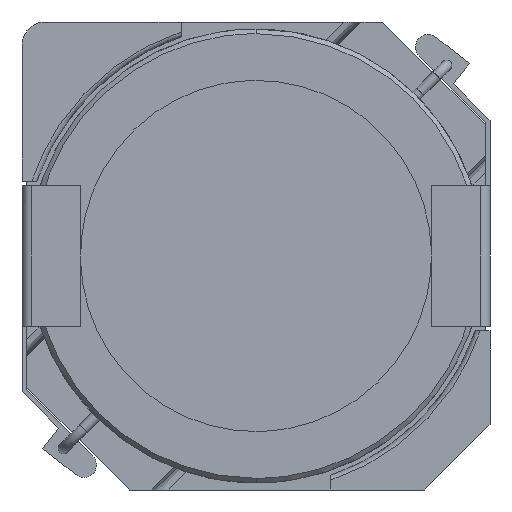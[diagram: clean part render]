
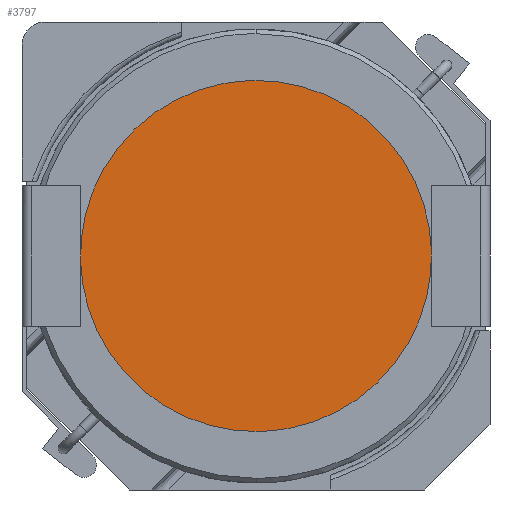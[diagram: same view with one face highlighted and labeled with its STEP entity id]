
A CAD part, front view. The second image highlights one B-rep face of the part: STEP entity #3797.
In plain terms, the highlighted free-form (B-spline) face has degree [1, 1] with [2, 2] control points.
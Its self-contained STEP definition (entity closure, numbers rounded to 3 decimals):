
#3484 = VERTEX_POINT('',#3485);
#3485 = CARTESIAN_POINT('',(0.,0.,5.172));
#3490 = EDGE_CURVE('',#3484,#3491,#3493,.T.);
#3491 = VERTEX_POINT('',#3492);
#3492 = CARTESIAN_POINT('',(0.,0.,-5.172));
#3493 = ( BOUNDED_CURVE() B_SPLINE_CURVE(2,(#3494,#3495,#3496,#3497,
#3498),.UNSPECIFIED.,.F.,.F.) B_SPLINE_CURVE_WITH_KNOTS((3,2,3),(
    3.142,4.712,6.283),
.PIECEWISE_BEZIER_KNOTS.) CURVE() GEOMETRIC_REPRESENTATION_ITEM() 
RATIONAL_B_SPLINE_CURVE((1.,0.707,1.,0.707,1.)) 
REPRESENTATION_ITEM('') );
#3494 = CARTESIAN_POINT('',(0.,0.,5.172));
#3495 = CARTESIAN_POINT('',(5.172,0.,5.172));
#3496 = CARTESIAN_POINT('',(5.172,0.,0.));
#3497 = CARTESIAN_POINT('',(5.172,0.,-5.172));
#3498 = CARTESIAN_POINT('',(0.,0.,-5.172));
#3769 = EDGE_CURVE('',#3491,#3484,#3770,.T.);
#3770 = ( BOUNDED_CURVE() B_SPLINE_CURVE(2,(#3771,#3772,#3773,#3774,
#3775),.UNSPECIFIED.,.F.,.F.) B_SPLINE_CURVE_WITH_KNOTS((3,2,3),(0.,
1.571,3.142),.PIECEWISE_BEZIER_KNOTS.) CURVE() 
GEOMETRIC_REPRESENTATION_ITEM() RATIONAL_B_SPLINE_CURVE((1.,
0.707,1.,0.707,1.)) REPRESENTATION_ITEM('') );
#3771 = CARTESIAN_POINT('',(0.,0.,-5.172));
#3772 = CARTESIAN_POINT('',(-5.172,0.,-5.172));
#3773 = CARTESIAN_POINT('',(-5.172,0.,0.));
#3774 = CARTESIAN_POINT('',(-5.172,0.,5.172));
#3775 = CARTESIAN_POINT('',(0.,0.,5.172));
#3797 = ADVANCED_FACE('',(#3798),#3802,.F.);
#3798 = FACE_BOUND('',#3799,.T.);
#3799 = EDGE_LOOP('',(#3800,#3801));
#3800 = ORIENTED_EDGE('',*,*,#3769,.F.);
#3801 = ORIENTED_EDGE('',*,*,#3490,.F.);
#3802 = B_SPLINE_SURFACE_WITH_KNOTS('',1,1,(
    (#3803,#3804)
    ,(#3805,#3806
    )),.UNSPECIFIED.,.F.,.F.,.F.,(2,2),(2,2),(-3.75,3.75),(-3.75,3.75),
  .PIECEWISE_BEZIER_KNOTS.);
#3803 = CARTESIAN_POINT('',(-5.172,0.,-5.172));
#3804 = CARTESIAN_POINT('',(5.172,0.,-5.172));
#3805 = CARTESIAN_POINT('',(-5.172,0.,5.172));
#3806 = CARTESIAN_POINT('',(5.172,0.,5.172));
